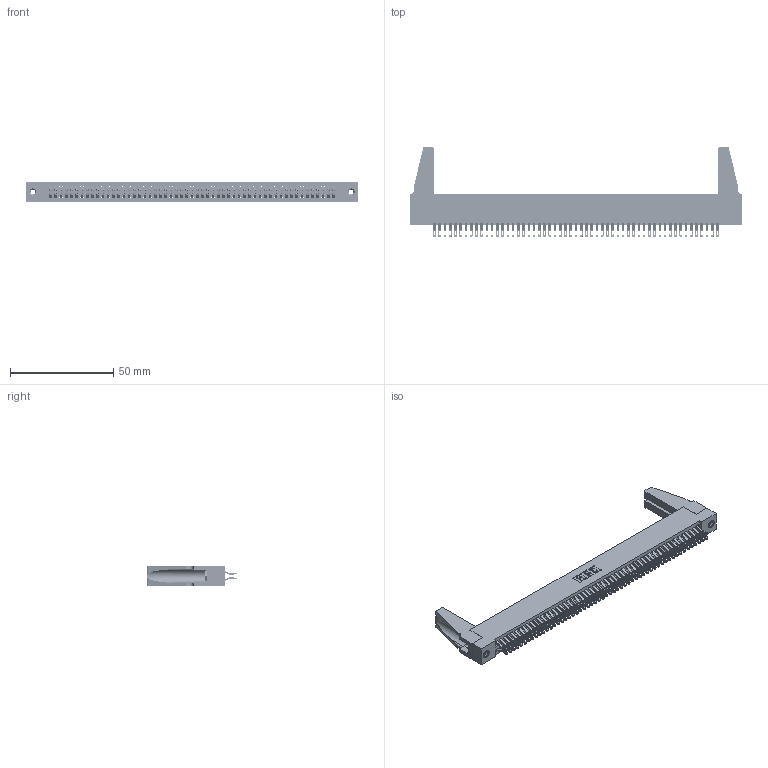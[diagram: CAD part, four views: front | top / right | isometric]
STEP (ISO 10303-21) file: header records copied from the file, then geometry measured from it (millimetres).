
FILE_DESCRIPTION (( 'STEP AP203' ), '1' );
FILE_NAME ('345-110-555-288.STEP', '2019-11-04T18:05:37', ( '' ), ( '' ), 'SwSTEP 2.0', 'SolidWorks 2016', '' );
FILE_SCHEMA (( 'CONFIG_CONTROL_DESIGN' ));
Length unit declared in the file: inch
Products named in the file (5): 345-110-555-288; 345-250-001_345-250-001-102; 345-220-078_345-220-088; 345-292-001_555 Tail; 345 Part_Flush Mounting Lugs - 0.156 Dia-TH
Assembly tree (115 placements, depth 2):
  345-110-555-288
    345 Part_Flush Mounting Lugs - 0.156 Dia-TH
    345-292-001_555 Tail  x110
    345-250-001_345-250-001-102  x2
    345-220-078_345-220-088  x2
Bounding box: 160.93 x 43.99 x 9.4 mm (x, y, z)
Volume: 19325.5 mm3; surface area: 28242.3 mm2
Topology: 115 solids, 115 shells, 6410 faces, 20125 edges, 13406 vertices
Faces by surface type: plane 3562, cylinder 2832, cone 12, torus 4
Entity records: 43878 total; most frequent: CARTESIAN_POINT 7372, ORIENTED_EDGE 7236, DIRECTION 6458, EDGE_CURVE 3618, LINE 3204, VECTOR 3204, VERTEX_POINT 2406, AXIS2_PLACEMENT_3D 1627
